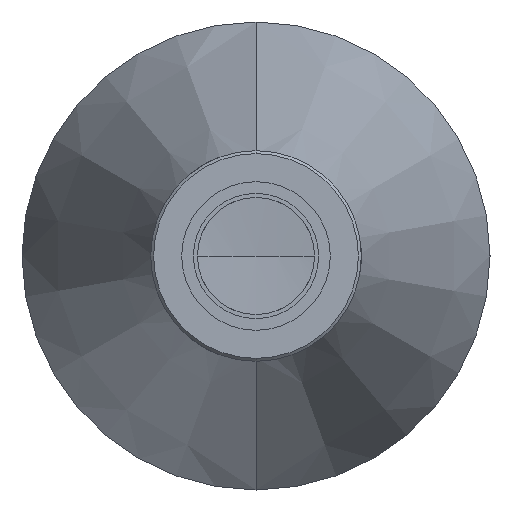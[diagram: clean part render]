
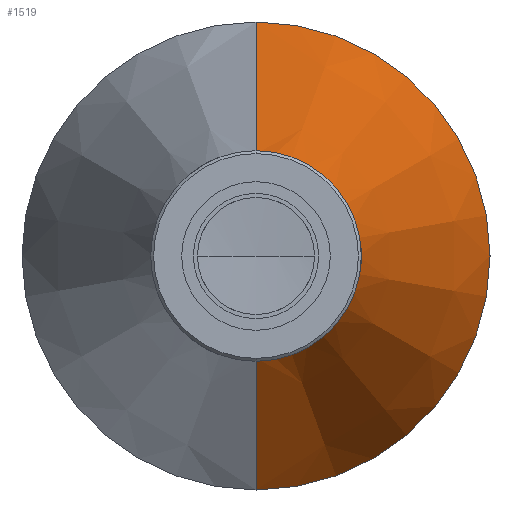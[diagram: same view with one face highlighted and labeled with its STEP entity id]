
A CAD part, front view. The second image highlights one B-rep face of the part: STEP entity #1519.
In plain terms, the highlighted conical face has half-angle 19.036 degrees and reference radius 40 mm.
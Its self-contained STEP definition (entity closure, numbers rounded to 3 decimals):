
#58 = CARTESIAN_POINT ( 'NONE',  ( 7.528, -55.642, 0. ) ) ;
#176 = AXIS2_PLACEMENT_3D ( 'NONE', #1433, #1397, #1853 ) ;
#338 = CARTESIAN_POINT ( 'NONE',  ( 7.528, -120.852, 17.5 ) ) ;
#347 = ORIENTED_EDGE ( 'NONE', *, *, #1773, .T. ) ;
#535 = CIRCLE ( 'NONE', #176, 17.5 ) ;
#681 = VERTEX_POINT ( 'NONE', #2298 ) ;
#731 = ORIENTED_EDGE ( 'NONE', *, *, #1876, .T. ) ;
#744 = AXIS2_PLACEMENT_3D ( 'NONE', #58, #1595, #2255 ) ;
#787 = CARTESIAN_POINT ( 'NONE',  ( 7.528, -55.642, 40. ) ) ;
#882 = EDGE_LOOP ( 'NONE', ( #731, #347, #1116, #1276 ) ) ;
#1116 = ORIENTED_EDGE ( 'NONE', *, *, #2111, .F. ) ;
#1175 = CARTESIAN_POINT ( 'NONE',  ( 7.528, -55.642, 0. ) ) ;
#1253 = LINE ( 'NONE', #2663, #2430 ) ;
#1276 = ORIENTED_EDGE ( 'NONE', *, *, #2173, .F. ) ;
#1368 = CARTESIAN_POINT ( 'NONE',  ( 7.528, -55.642, -40. ) ) ;
#1379 = FACE_OUTER_BOUND ( 'NONE', #882, .T. ) ;
#1397 = DIRECTION ( 'NONE',  ( 0., 1., 0. ) ) ;
#1412 = DIRECTION ( 'NONE',  ( 0., 1., 0. ) ) ;
#1433 = CARTESIAN_POINT ( 'NONE',  ( 7.528, -120.852, 0. ) ) ;
#1479 = DIRECTION ( 'NONE',  ( 0., 0.945, -0.326 ) ) ;
#1488 = DIRECTION ( 'NONE',  ( 0., 0., 1. ) ) ;
#1519 = ADVANCED_FACE ( 'NONE', ( #1379 ), #2421, .T. ) ;
#1595 = DIRECTION ( 'NONE',  ( 0., 1., 0. ) ) ;
#1773 = EDGE_CURVE ( 'NONE', #2809, #681, #1838, .T. ) ;
#1838 = LINE ( 'NONE', #1368, #1914 ) ;
#1853 = DIRECTION ( 'NONE',  ( 0., 0., 1. ) ) ;
#1876 = EDGE_CURVE ( 'NONE', #2037, #2809, #535, .T. ) ;
#1914 = VECTOR ( 'NONE', #1479, 1000. ) ;
#2037 = VERTEX_POINT ( 'NONE', #338 ) ;
#2053 = DIRECTION ( 'NONE',  ( 0., 0.945, 0.326 ) ) ;
#2111 = EDGE_CURVE ( 'NONE', #2787, #681, #2192, .T. ) ;
#2173 = EDGE_CURVE ( 'NONE', #2037, #2787, #1253, .T. ) ;
#2192 = CIRCLE ( 'NONE', #2540, 40. ) ;
#2255 = DIRECTION ( 'NONE',  ( 0., 0., 1. ) ) ;
#2298 = CARTESIAN_POINT ( 'NONE',  ( 7.528, -55.642, -40. ) ) ;
#2421 = CONICAL_SURFACE ( 'NONE', #744, 40., 0.332 ) ;
#2430 = VECTOR ( 'NONE', #2053, 1000. ) ;
#2540 = AXIS2_PLACEMENT_3D ( 'NONE', #1175, #1412, #1488 ) ;
#2545 = CARTESIAN_POINT ( 'NONE',  ( 7.528, -120.852, -17.5 ) ) ;
#2663 = CARTESIAN_POINT ( 'NONE',  ( 7.528, -55.642, 40. ) ) ;
#2787 = VERTEX_POINT ( 'NONE', #787 ) ;
#2809 = VERTEX_POINT ( 'NONE', #2545 ) ;
